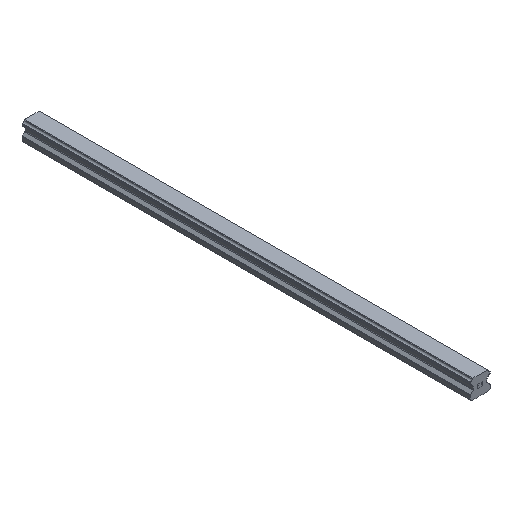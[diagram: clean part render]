
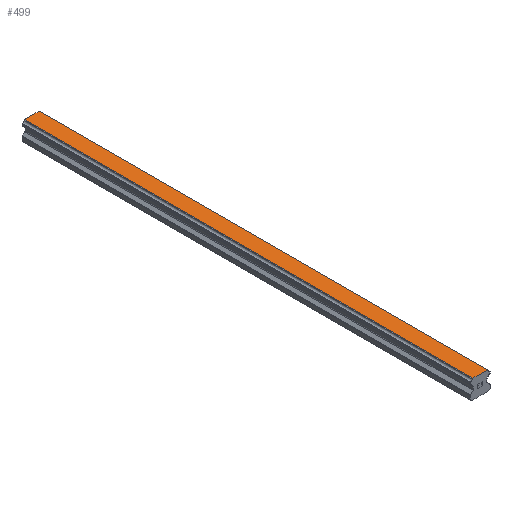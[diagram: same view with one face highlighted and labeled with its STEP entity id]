
A CAD part, isometric view. The second image highlights one B-rep face of the part: STEP entity #499.
In plain terms, the highlighted planar face has unit normal (0, 0, 1).
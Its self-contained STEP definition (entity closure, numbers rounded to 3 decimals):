
#499=ADVANCED_FACE('',(#1019),#1020,.T.);
#1019=FACE_OUTER_BOUND('',#1553,.T.);
#1020=PLANE('',#1554);
#1553=EDGE_LOOP('',(#3121,#3122,#3123,#3124));
#1554=AXIS2_PLACEMENT_3D('',#3125,#3126,#3127);
#3121=ORIENTED_EDGE('',*,*,#3734,.T.);
#3122=ORIENTED_EDGE('',*,*,#3937,.F.);
#3123=ORIENTED_EDGE('',*,*,#3598,.F.);
#3124=ORIENTED_EDGE('',*,*,#3935,.T.);
#3125=CARTESIAN_POINT('',(0.0,520.0,22.));
#3126=DIRECTION('',(0.0,0.0,1.0));
#3127=DIRECTION('',(-1.0,0.0,-0.0));
#3598=EDGE_CURVE('',#4446,#4448,#4449,.T.);
#3734=EDGE_CURVE('',#4675,#4673,#4676,.T.);
#3935=EDGE_CURVE('',#4446,#4675,#4932,.T.);
#3937=EDGE_CURVE('',#4448,#4673,#4934,.T.);
#4446=VERTEX_POINT('',#5603);
#4448=VERTEX_POINT('',#5606);
#4449=LINE('',#5607,#5608);
#4673=VERTEX_POINT('',#5920);
#4675=VERTEX_POINT('',#5923);
#4676=LINE('',#5924,#5925);
#4932=LINE('',#6249,#6250);
#4934=LINE('',#6252,#6253);
#5603=CARTESIAN_POINT('',(-8.3,520.0,22.));
#5606=CARTESIAN_POINT('',(8.3,520.0,22.));
#5607=CARTESIAN_POINT('',(-8.3,520.0,22.));
#5608=VECTOR('',#6676,1.0);
#5920=CARTESIAN_POINT('',(8.3,0.0,22.));
#5923=CARTESIAN_POINT('',(-8.3,0.0,22.));
#5924=CARTESIAN_POINT('',(-8.3,0.0,22.));
#5925=VECTOR('',#6832,1.0);
#6249=CARTESIAN_POINT('',(-8.3,520.0,22.));
#6250=VECTOR('',#7096,1.0);
#6252=CARTESIAN_POINT('',(8.3,520.0,22.));
#6253=VECTOR('',#7097,1.0);
#6676=DIRECTION('',(1.0,0.0,0.0));
#6832=DIRECTION('',(1.0,0.0,0.0));
#7096=DIRECTION('',(0.0,-1.0,0.0));
#7097=DIRECTION('',(0.0,-1.0,0.0));
